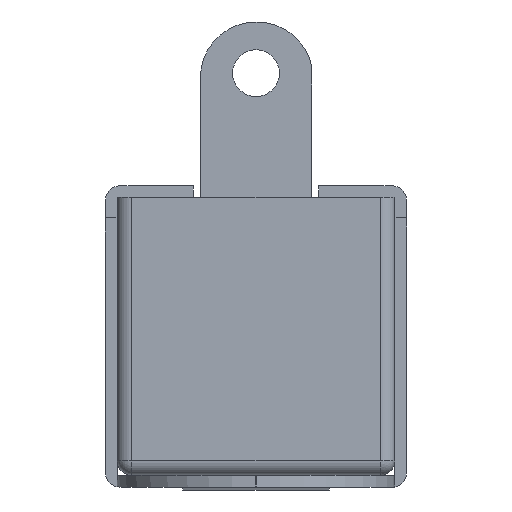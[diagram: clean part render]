
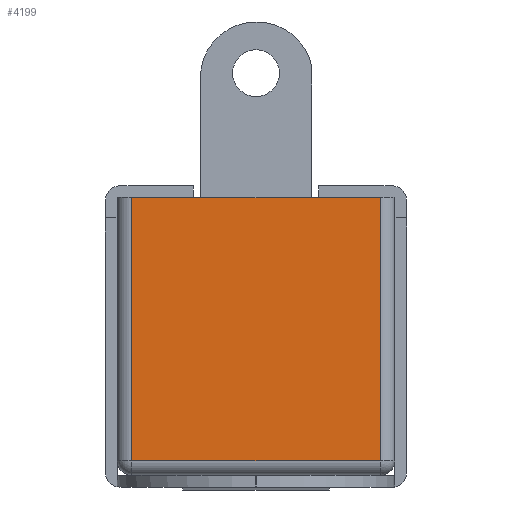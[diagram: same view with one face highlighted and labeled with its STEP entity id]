
A CAD part, left-side view. The second image highlights one B-rep face of the part: STEP entity #4199.
In plain terms, the highlighted planar face has unit normal (-1, 0, 0).
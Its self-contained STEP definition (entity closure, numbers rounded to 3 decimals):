
#108 = AXIS2_PLACEMENT_3D ( 'NONE', #4855, #1849, #4493 ) ;
#160 = VERTEX_POINT ( 'NONE', #305 ) ;
#179 = DIRECTION ( 'NONE',  ( 0., 0., -1. ) ) ;
#189 = EDGE_CURVE ( 'NONE', #160, #2944, #213, .T. ) ;
#213 = LINE ( 'NONE', #1824, #3104 ) ;
#305 = CARTESIAN_POINT ( 'NONE',  ( -18.803, 39.113, 64.547 ) ) ;
#487 = DIRECTION ( 'NONE',  ( 0., -1., 0. ) ) ;
#655 = VECTOR ( 'NONE', #487, 1000. ) ;
#656 = CARTESIAN_POINT ( 'NONE',  ( -18.803, 39.113, 82.547 ) ) ;
#1058 = EDGE_LOOP ( 'NONE', ( #3780, #2648, #2096, #1760 ) ) ;
#1068 = VERTEX_POINT ( 'NONE', #1772 ) ;
#1568 = LINE ( 'NONE', #3131, #655 ) ;
#1719 = EDGE_CURVE ( 'NONE', #1993, #2944, #2183, .T. ) ;
#1760 = ORIENTED_EDGE ( 'NONE', *, *, #1719, .F. ) ;
#1772 = CARTESIAN_POINT ( 'NONE',  ( -18.803, 56.113, 64.547 ) ) ;
#1824 = CARTESIAN_POINT ( 'NONE',  ( -18.803, 39.113, 82.547 ) ) ;
#1849 = DIRECTION ( 'NONE',  ( 1., 0., 0. ) ) ;
#1921 = EDGE_CURVE ( 'NONE', #1993, #1068, #2242, .T. ) ;
#1993 = VERTEX_POINT ( 'NONE', #3670 ) ;
#2096 = ORIENTED_EDGE ( 'NONE', *, *, #189, .T. ) ;
#2113 = VECTOR ( 'NONE', #179, 1000. ) ;
#2183 = LINE ( 'NONE', #3527, #3949 ) ;
#2242 = LINE ( 'NONE', #4002, #2113 ) ;
#2648 = ORIENTED_EDGE ( 'NONE', *, *, #3742, .T. ) ;
#2673 = FACE_OUTER_BOUND ( 'NONE', #1058, .T. ) ;
#2944 = VERTEX_POINT ( 'NONE', #656 ) ;
#3104 = VECTOR ( 'NONE', #3739, 1000. ) ;
#3131 = CARTESIAN_POINT ( 'NONE',  ( -18.803, 38.113, 64.547 ) ) ;
#3527 = CARTESIAN_POINT ( 'NONE',  ( -18.803, 38.113, 82.547 ) ) ;
#3670 = CARTESIAN_POINT ( 'NONE',  ( -18.803, 56.113, 82.547 ) ) ;
#3739 = DIRECTION ( 'NONE',  ( 0., 0., 1. ) ) ;
#3742 = EDGE_CURVE ( 'NONE', #1068, #160, #1568, .T. ) ;
#3780 = ORIENTED_EDGE ( 'NONE', *, *, #1921, .T. ) ;
#3949 = VECTOR ( 'NONE', #4273, 1000. ) ;
#4002 = CARTESIAN_POINT ( 'NONE',  ( -18.803, 56.113, 82.547 ) ) ;
#4118 = PLANE ( 'NONE',  #108 ) ;
#4199 = ADVANCED_FACE ( 'NONE', ( #2673 ), #4118, .F. ) ;
#4273 = DIRECTION ( 'NONE',  ( 0., -1., 0. ) ) ;
#4493 = DIRECTION ( 'NONE',  ( 0., 1., 0. ) ) ;
#4855 = CARTESIAN_POINT ( 'NONE',  ( -18.803, 38.113, 82.547 ) ) ;
